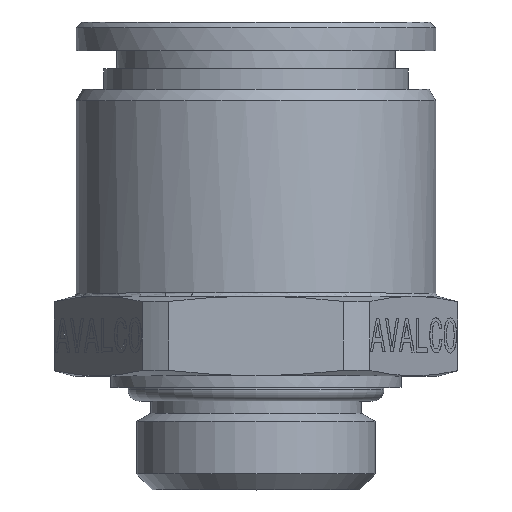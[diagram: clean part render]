
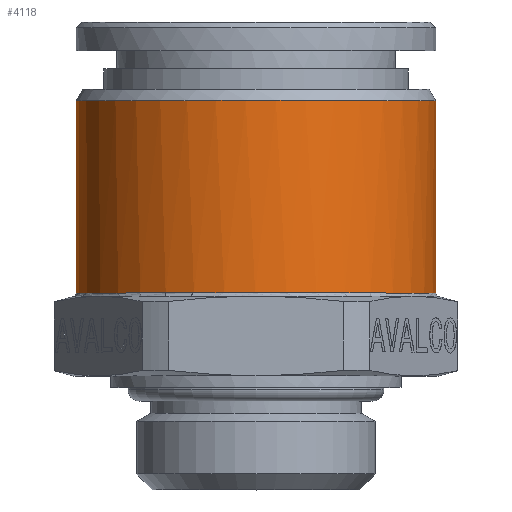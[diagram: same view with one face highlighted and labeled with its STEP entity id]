
A CAD part, top view. The second image highlights one B-rep face of the part: STEP entity #4118.
In plain terms, the highlighted cylindrical face has radius 15.8 mm (diameter 31.6 mm), a partial arc.
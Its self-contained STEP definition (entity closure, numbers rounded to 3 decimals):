
#3910=CARTESIAN_POINT('Vertex',(-15.8,17.284,0.)) ;
#3941=CARTESIAN_POINT('Vertex',(15.8,17.284,0.)) ;
#3967=CARTESIAN_POINT('Axis2P3D Location',(0.,17.284,0.)) ;
#3971=CARTESIAN_POINT('Vertex',(15.799,17.284,0.151)) ;
#3991=CARTESIAN_POINT('Axis2P3D Location',(0.,17.284,0.)) ;
#4066=CARTESIAN_POINT('Vertex',(-15.8,34.2,0.)) ;
#4068=CARTESIAN_POINT('Vertex',(15.8,34.2,0.)) ;
#4071=CARTESIAN_POINT('Line Origine',(15.8,16.09,0.)) ;
#4076=CARTESIAN_POINT('Line Origine',(-15.8,16.09,0.)) ;
#4089=CARTESIAN_POINT('Axis2P3D Location',(0.,16.09,0.)) ;
#4095=CARTESIAN_POINT('Control Point',(-15.8,34.2,0.)) ;
#4096=CARTESIAN_POINT('Control Point',(-15.8,34.2,2.482)) ;
#4097=CARTESIAN_POINT('Control Point',(-15.313,34.2,4.964)) ;
#4098=CARTESIAN_POINT('Control Point',(-14.338,34.2,7.318)) ;
#4099=CARTESIAN_POINT('Control Point',(-11.517,34.2,11.517)) ;
#4100=CARTESIAN_POINT('Control Point',(-7.318,34.2,14.338)) ;
#4101=CARTESIAN_POINT('Control Point',(-4.964,34.2,15.313)) ;
#4102=CARTESIAN_POINT('Control Point',(0.,34.2,16.287)) ;
#4103=CARTESIAN_POINT('Control Point',(4.964,34.2,15.313)) ;
#4104=CARTESIAN_POINT('Control Point',(7.318,34.2,14.338)) ;
#4105=CARTESIAN_POINT('Control Point',(11.517,34.2,11.517)) ;
#4106=CARTESIAN_POINT('Control Point',(14.338,34.2,7.318)) ;
#4107=CARTESIAN_POINT('Control Point',(15.313,34.2,4.964)) ;
#4108=CARTESIAN_POINT('Control Point',(15.8,34.2,2.482)) ;
#4109=CARTESIAN_POINT('Control Point',(15.8,34.2,0.)) ;
#3968=DIRECTION('Axis2P3D Direction',(0.,1.,0.)) ;
#3992=DIRECTION('Axis2P3D Direction',(0.,1.,0.)) ;
#4072=DIRECTION('Vector Direction',(0.,1.,0.)) ;
#4077=DIRECTION('Vector Direction',(0.,1.,0.)) ;
#4090=DIRECTION('Axis2P3D Direction',(-0.,1.,0.)) ;
#4091=DIRECTION('Axis2P3D XDirection',(-1.,0.,0.)) ;
#3969=AXIS2_PLACEMENT_3D('Circle Axis2P3D',#3967,#3968,$) ;
#3993=AXIS2_PLACEMENT_3D('Circle Axis2P3D',#3991,#3992,$) ;
#4092=AXIS2_PLACEMENT_3D('Cylinder Axis2P3D',#4089,#4090,#4091) ;
#4112=ORIENTED_EDGE('',*,*,#3995,.T.) ;
#4113=ORIENTED_EDGE('',*,*,#3973,.T.) ;
#4114=ORIENTED_EDGE('',*,*,#4075,.F.) ;
#4115=ORIENTED_EDGE('',*,*,#4110,.F.) ;
#4116=ORIENTED_EDGE('',*,*,#4080,.T.) ;
#4073=VECTOR('Line Direction',#4072,1.) ;
#4078=VECTOR('Line Direction',#4077,1.) ;
#4118=ADVANCED_FACE('MANIFOLD_SOLID_BREP #1985',(#4117),#4093,.T.) ;
#4094=B_SPLINE_CURVE_WITH_KNOTS('',5,(#4095,#4096,#4097,#4098,#4099,#4100,#4101,#4102,#4103,#4104,#4105,#4106,#4107,#4108,#4109),.UNSPECIFIED.,.F.,.U.,(6,3,3,3,6),(-24.819,-12.409,0.,12.409,24.819),.UNSPECIFIED.) ;
#3970=CIRCLE('generated circle',#3969,15.8) ;
#3994=CIRCLE('generated circle',#3993,15.8) ;
#4093=CYLINDRICAL_SURFACE('generated cylinder',#4092,15.8) ;
#3973=EDGE_CURVE('',#3972,#3942,#3970,.T.) ;
#3995=EDGE_CURVE('',#3911,#3972,#3994,.T.) ;
#4075=EDGE_CURVE('',#4069,#3942,#4074,.F.) ;
#4080=EDGE_CURVE('',#4067,#3911,#4079,.F.) ;
#4110=EDGE_CURVE('',#4067,#4069,#4094,.T.) ;
#4111=EDGE_LOOP('',(#4112,#4113,#4114,#4115,#4116)) ;
#4117=FACE_OUTER_BOUND('',#4111,.T.) ;
#4074=LINE('Line',#4071,#4073) ;
#4079=LINE('Line',#4076,#4078) ;
#3911=VERTEX_POINT('',#3910) ;
#3942=VERTEX_POINT('',#3941) ;
#3972=VERTEX_POINT('',#3971) ;
#4067=VERTEX_POINT('',#4066) ;
#4069=VERTEX_POINT('',#4068) ;
